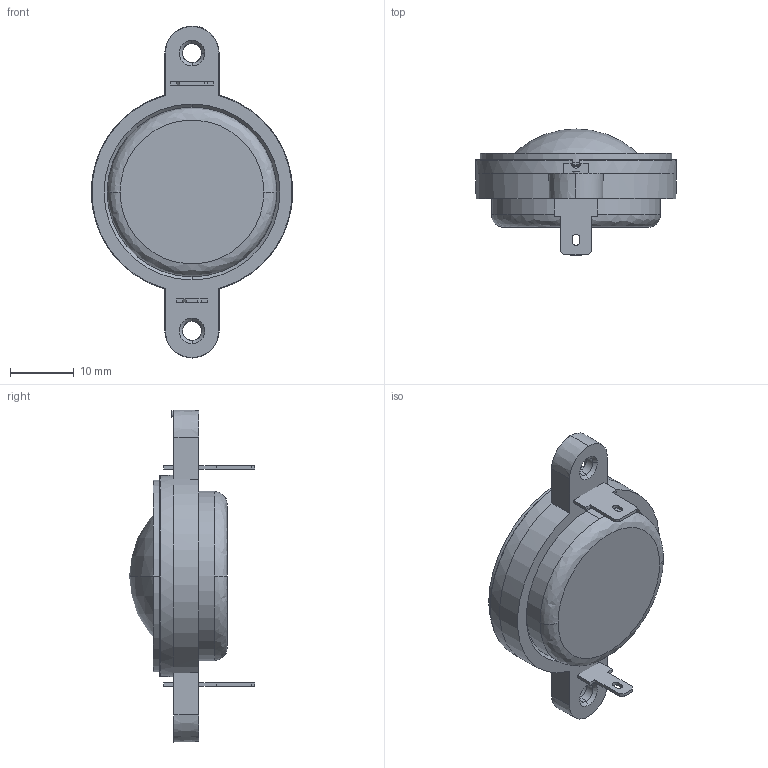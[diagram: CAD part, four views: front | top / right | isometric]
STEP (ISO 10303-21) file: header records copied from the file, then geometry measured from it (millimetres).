
FILE_DESCRIPTION (( 'STEP AP203' ), '1' );
FILE_NAME ('399-20mm TW.STEP', '2023-04-03T01:10:24', ( '微软用户' ), ( '微软中国' ), 'SwSTEP 2.0', 'SolidWorks 2020', '' );
FILE_SCHEMA (( 'CONFIG_CONTROL_DESIGN' ));
Length unit declared in the file: millimetre
Products named in the file (1): 399-20mm TW
Bounding box: 31.48 x 19.71 x 52 mm (x, y, z)
Volume: 8600.2 mm3; surface area: 4996.2 mm2
Topology: 3 solids, 4 shells, 201 faces, 541 edges, 352 vertices
Faces by surface type: plane 117, cone 39, cylinder 32, torus 8, bspline 3, sphere 2
Entity records: 7489 total; most frequent: CARTESIAN_POINT 2438, ORIENTED_EDGE 1082, DIRECTION 960, EDGE_CURVE 541, VERTEX_POINT 352, VECTOR 332, LINE 332, AXIS2_PLACEMENT_3D 314
